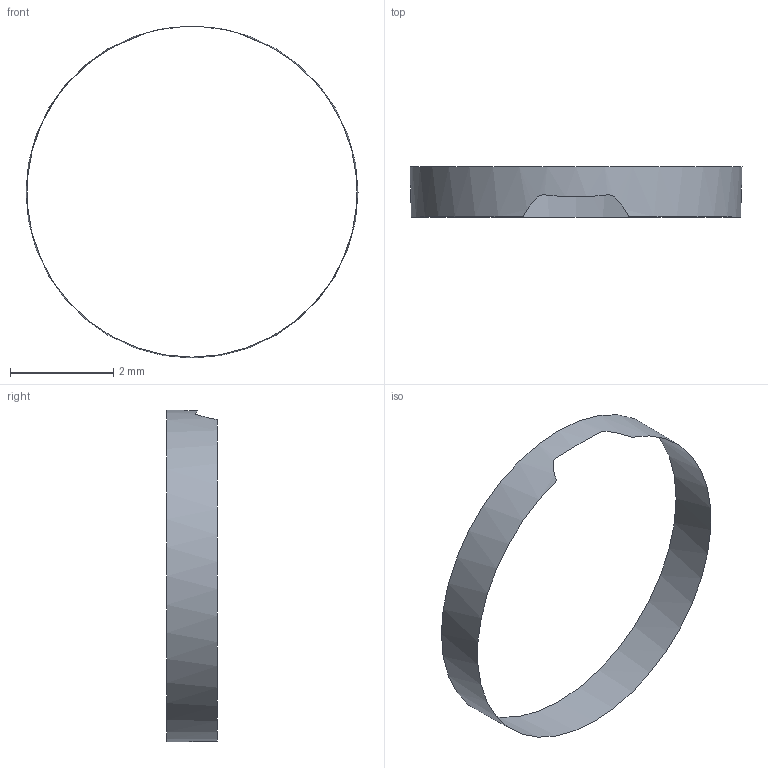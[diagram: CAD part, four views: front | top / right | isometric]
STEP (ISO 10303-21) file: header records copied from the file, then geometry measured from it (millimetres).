
FILE_DESCRIPTION(('Open CASCADE Model'),'2;1');
FILE_NAME('Open CASCADE Shape Model','2014-05-28T16:29:02',('Author'),( 'Open CASCADE'),'Open CASCADE STEP processor 6.6','Open CASCADE 6.6' ,'Unknown');
FILE_SCHEMA(('AUTOMOTIVE_DESIGN { 1 0 10303 214 1 1 1 1 }'));
Length unit declared in the file: millimetre
Products named in the file (1): None
Bounding box: 6.44 x 0.97 x 6.44 mm (x, y, z)
Surface area: 18.9 mm2 (no closed solid volume)
Topology: 0 solids, 1 shells, 1 faces, 10 edges, 9 vertices
Faces by surface type: cone 1
Entity records: 222 total; most frequent: CARTESIAN_POINT 53, DIRECTION 14, ORIENTED_EDGE 12, VERTEX_POINT 11, EDGE_CURVE 10, PERSON_AND_ORGANIZATION 7, ORGANIZATION 7, AXIS2_PLACEMENT_3D 6
